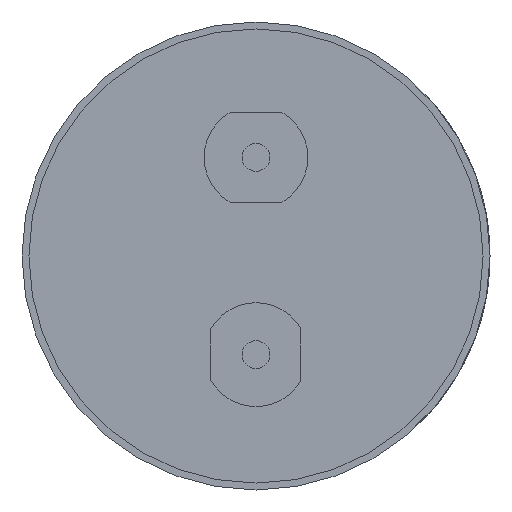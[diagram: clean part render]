
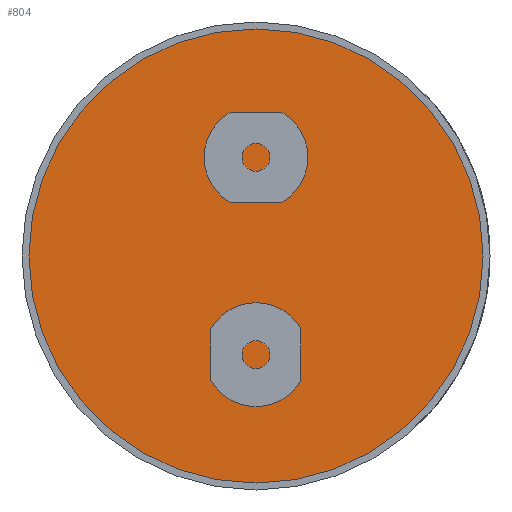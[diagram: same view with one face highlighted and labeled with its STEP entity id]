
A CAD part, front view. The second image highlights one B-rep face of the part: STEP entity #804.
In plain terms, the highlighted planar face has unit normal (0, -1, 0).
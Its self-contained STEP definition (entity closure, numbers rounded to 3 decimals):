
#251 = FACE_OUTER_BOUND ( 'NONE', #908, .T. ) ;
#289 = EDGE_CURVE ( 'NONE', #1618, #408, #2493, .T. ) ;
#408 = VERTEX_POINT ( 'NONE', #1517 ) ;
#548 = DIRECTION ( 'NONE',  ( 0., -1., 0. ) ) ;
#695 = CARTESIAN_POINT ( 'NONE',  ( 0., 3.2, 0. ) ) ;
#804 = ADVANCED_FACE ( 'NONE', ( #251 ), #1414, .T. ) ;
#872 = DIRECTION ( 'NONE',  ( 0., -1., 0. ) ) ;
#908 = EDGE_LOOP ( 'NONE', ( #2556, #2186 ) ) ;
#1078 = CARTESIAN_POINT ( 'NONE',  ( 0., 3.2, 32.8 ) ) ;
#1097 = CIRCLE ( 'NONE', #2623, 32.8 ) ;
#1331 = CARTESIAN_POINT ( 'NONE',  ( 0., 3.2, 0. ) ) ;
#1414 = PLANE ( 'NONE',  #2428 ) ;
#1517 = CARTESIAN_POINT ( 'NONE',  ( 0., 3.2, -32.8 ) ) ;
#1521 = DIRECTION ( 'NONE',  ( 0., -1., 0. ) ) ;
#1549 = DIRECTION ( 'NONE',  ( 0., 0., -1. ) ) ;
#1618 = VERTEX_POINT ( 'NONE', #1078 ) ;
#2186 = ORIENTED_EDGE ( 'NONE', *, *, #289, .T. ) ;
#2428 = AXIS2_PLACEMENT_3D ( 'NONE', #2716, #548, #2466 ) ;
#2466 = DIRECTION ( 'NONE',  ( 0., 0., -1. ) ) ;
#2485 = AXIS2_PLACEMENT_3D ( 'NONE', #695, #872, #2574 ) ;
#2493 = CIRCLE ( 'NONE', #2485, 32.8 ) ;
#2556 = ORIENTED_EDGE ( 'NONE', *, *, #2751, .T. ) ;
#2574 = DIRECTION ( 'NONE',  ( 0., 0., -1. ) ) ;
#2623 = AXIS2_PLACEMENT_3D ( 'NONE', #1331, #1521, #1549 ) ;
#2716 = CARTESIAN_POINT ( 'NONE',  ( 0., 3.2, 0. ) ) ;
#2751 = EDGE_CURVE ( 'NONE', #408, #1618, #1097, .T. ) ;
